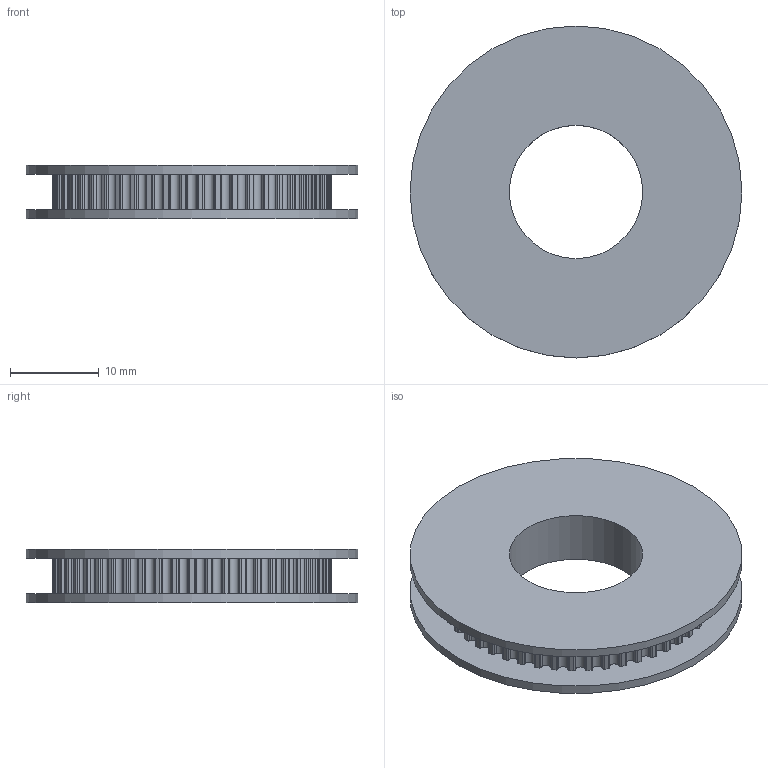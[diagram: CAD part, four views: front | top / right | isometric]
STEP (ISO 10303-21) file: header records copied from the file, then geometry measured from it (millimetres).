
FILE_DESCRIPTION(/* description */ ('Unknown'),/* implementation_level */ '2;1');
FILE_NAME(/* name */ 'Pulley-50T-GT2-Released-1',/* time_stamp */ '2021-05-28T16:14:03-05:00',/* author */ ('Unknown'),/* organization */ ('Unknown'),/* preprocessor_version */ 'ST-DEVELOPER v16.7',/* originating_system */ 'Solid Edge',/* authorisation */ 'Unknown');
FILE_SCHEMA (('AUTOMOTIVE_DESIGN {1 0 10303 214 3 1 1}'));
Length unit declared in the file: millimetre
Products named in the file (1): Pulley-50T-GT2
Bounding box: 37.34 x 37.34 x 6 mm (x, y, z)
Volume: 4066.2 mm3; surface area: 3630.2 mm2
Topology: 1 solids, 1 shells, 307 faces, 910 edges, 607 vertices
Faces by surface type: cylinder 303, plane 4
Full cylindrical faces by diameter (mm): 15 x1, 37.338 x2
Entity records: 10668 total; most frequent: DIRECTION 2128, CARTESIAN_POINT 1820, ORIENTED_EDGE 1812, AXIS2_PLACEMENT_3D 914, EDGE_CURVE 906, VERTEX_POINT 606, CIRCLE 606, EDGE_LOOP 314
